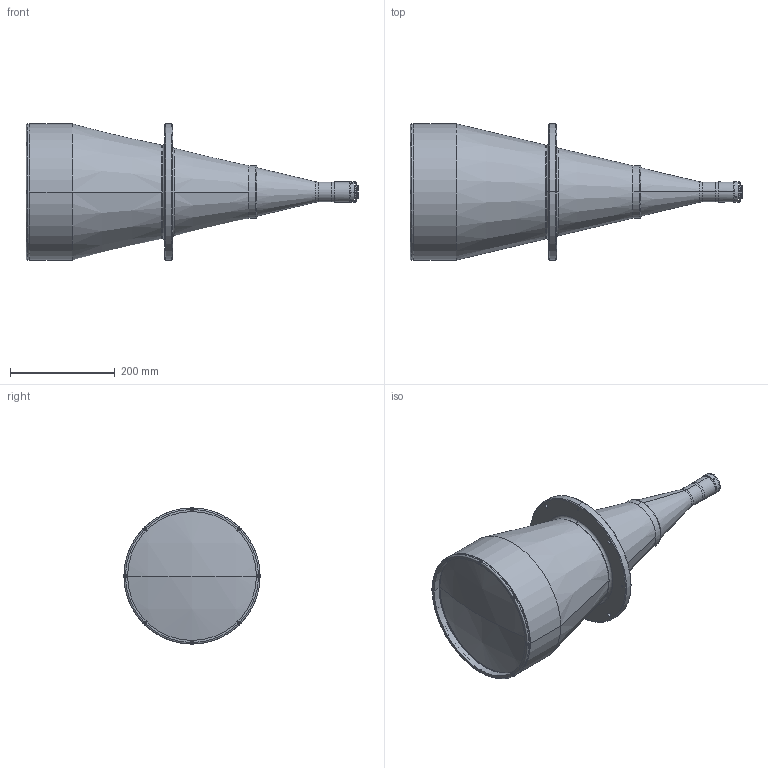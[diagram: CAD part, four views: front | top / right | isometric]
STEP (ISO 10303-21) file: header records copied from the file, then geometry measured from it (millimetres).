
FILE_DESCRIPTION (( 'STEP AP214' ), '1' );
FILE_NAME ('TC23172.STEP', '2016-10-03T12:58:31', ( '' ), ( '' ), 'SwSTEP 2.0', 'SolidWorks 2015', '' );
FILE_SCHEMA (( 'AUTOMOTIVE_DESIGN' ));
Length unit declared in the file: millimetre
Products named in the file (1): TC23172
Bounding box: 633.82 x 260 x 260 mm (x, y, z)
Surface area: 453673.7 mm2 (no closed solid volume)
Topology: 0 solids, 22 shells, 202 faces, 636 edges, 453 vertices
Faces by surface type: plane 79, cylinder 73, torus 32, cone 16, sphere 2
Entity records: 9894 total; most frequent: CARTESIAN_POINT 1802, DIRECTION 1322, ORIENTED_EDGE 1036, EDGE_CURVE 636, AXIS2_PLACEMENT_3D 517, VERTEX_POINT 453, CIRCLE 314, LINE 288
